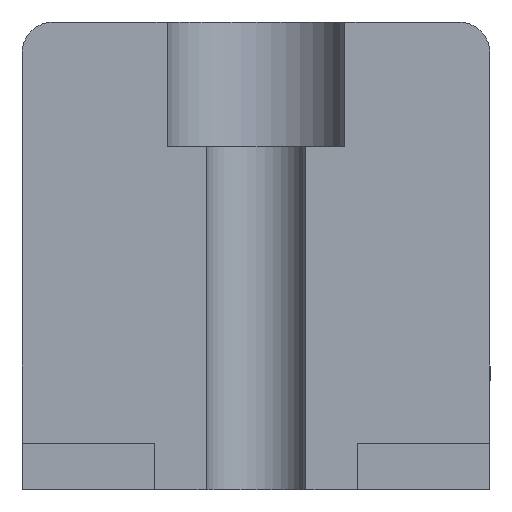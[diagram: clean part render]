
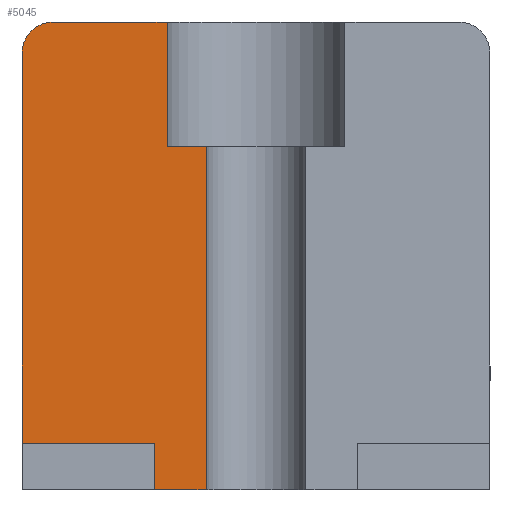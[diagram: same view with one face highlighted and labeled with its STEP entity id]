
A CAD part, left-side view. The second image highlights one B-rep face of the part: STEP entity #5045.
In plain terms, the highlighted planar face has unit normal (-1, 0, 0).
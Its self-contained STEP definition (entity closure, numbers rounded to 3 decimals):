
#4985=AXIS2_PLACEMENT_3D('Plane Axis2P3D',#4982,#4983,#4984) ;
#5017=AXIS2_PLACEMENT_3D('Circle Axis2P3D',#5015,#5016,$) ;
#1831=CARTESIAN_POINT('Vertex',(1.5,9.1,0.)) ;
#1834=CARTESIAN_POINT('Line Origine',(1.5,9.925,0.)) ;
#1838=CARTESIAN_POINT('Vertex',(1.5,10.75,0.)) ;
#4967=CARTESIAN_POINT('Vertex',(1.5,10.75,1.5)) ;
#4970=CARTESIAN_POINT('Line Origine',(1.5,10.75,0.75)) ;
#4982=CARTESIAN_POINT('Axis2P3D Location',(1.5,7.5,0.)) ;
#4987=CARTESIAN_POINT('Line Origine',(1.5,9.1,5.5)) ;
#4991=CARTESIAN_POINT('Vertex',(1.5,9.1,11.)) ;
#4994=CARTESIAN_POINT('Line Origine',(1.5,9.725,11.)) ;
#4998=CARTESIAN_POINT('Vertex',(1.5,10.35,11.)) ;
#5001=CARTESIAN_POINT('Line Origine',(1.5,10.35,13.)) ;
#5005=CARTESIAN_POINT('Vertex',(1.5,10.35,15.)) ;
#5008=CARTESIAN_POINT('Line Origine',(1.5,12.175,15.)) ;
#5012=CARTESIAN_POINT('Vertex',(1.5,14.,15.)) ;
#5015=CARTESIAN_POINT('Axis2P3D Location',(1.5,14.,14.)) ;
#5019=CARTESIAN_POINT('Vertex',(1.5,15.,14.)) ;
#5022=CARTESIAN_POINT('Line Origine',(1.5,15.,7.75)) ;
#5026=CARTESIAN_POINT('Vertex',(1.5,15.,1.5)) ;
#5029=CARTESIAN_POINT('Line Origine',(1.5,12.875,1.5)) ;
#1835=DIRECTION('Vector Direction',(0.,1.,0.)) ;
#4971=DIRECTION('Vector Direction',(0.,0.,1.)) ;
#4983=DIRECTION('Axis2P3D Direction',(-1.,0.,0.)) ;
#4984=DIRECTION('Axis2P3D XDirection',(0.,-1.,0.)) ;
#4988=DIRECTION('Vector Direction',(0.,0.,-1.)) ;
#4995=DIRECTION('Vector Direction',(0.,1.,0.)) ;
#5002=DIRECTION('Vector Direction',(0.,0.,-1.)) ;
#5009=DIRECTION('Vector Direction',(0.,-1.,0.)) ;
#5016=DIRECTION('Axis2P3D Direction',(-1.,0.,0.)) ;
#5023=DIRECTION('Vector Direction',(0.,0.,1.)) ;
#5030=DIRECTION('Vector Direction',(0.,-1.,0.)) ;
#1836=VECTOR('Line Direction',#1835,1.) ;
#4972=VECTOR('Line Direction',#4971,1.) ;
#4989=VECTOR('Line Direction',#4988,1.) ;
#4996=VECTOR('Line Direction',#4995,1.) ;
#5003=VECTOR('Line Direction',#5002,1.) ;
#5010=VECTOR('Line Direction',#5009,1.) ;
#5024=VECTOR('Line Direction',#5023,1.) ;
#5031=VECTOR('Line Direction',#5030,1.) ;
#5035=ORIENTED_EDGE('',*,*,#1840,.T.) ;
#5036=ORIENTED_EDGE('',*,*,#4993,.F.) ;
#5037=ORIENTED_EDGE('',*,*,#5000,.T.) ;
#5038=ORIENTED_EDGE('',*,*,#5007,.F.) ;
#5039=ORIENTED_EDGE('',*,*,#5014,.T.) ;
#5040=ORIENTED_EDGE('',*,*,#5021,.T.) ;
#5041=ORIENTED_EDGE('',*,*,#5028,.T.) ;
#5042=ORIENTED_EDGE('',*,*,#5033,.T.) ;
#5043=ORIENTED_EDGE('',*,*,#4974,.F.) ;
#5045=ADVANCED_FACE('Koerper.2',(#5044),#4986,.T.) ;
#5018=CIRCLE('generated circle',#5017,1.) ;
#1840=EDGE_CURVE('',#1839,#1832,#1837,.F.) ;
#4974=EDGE_CURVE('',#1839,#4968,#4973,.T.) ;
#4993=EDGE_CURVE('',#4992,#1832,#4990,.T.) ;
#5000=EDGE_CURVE('',#4992,#4999,#4997,.T.) ;
#5007=EDGE_CURVE('',#5006,#4999,#5004,.T.) ;
#5014=EDGE_CURVE('',#5006,#5013,#5011,.F.) ;
#5021=EDGE_CURVE('',#5013,#5020,#5018,.T.) ;
#5028=EDGE_CURVE('',#5020,#5027,#5025,.F.) ;
#5033=EDGE_CURVE('',#5027,#4968,#5032,.T.) ;
#5034=EDGE_LOOP('',(#5035,#5036,#5037,#5038,#5039,#5040,#5041,#5042,#5043)) ;
#5044=FACE_OUTER_BOUND('',#5034,.T.) ;
#1837=LINE('Line',#1834,#1836) ;
#4973=LINE('Line',#4970,#4972) ;
#4990=LINE('Line',#4987,#4989) ;
#4997=LINE('Line',#4994,#4996) ;
#5004=LINE('Line',#5001,#5003) ;
#5011=LINE('Line',#5008,#5010) ;
#5025=LINE('Line',#5022,#5024) ;
#5032=LINE('Line',#5029,#5031) ;
#4986=PLANE('',#4985) ;
#1832=VERTEX_POINT('',#1831) ;
#1839=VERTEX_POINT('',#1838) ;
#4968=VERTEX_POINT('',#4967) ;
#4992=VERTEX_POINT('',#4991) ;
#4999=VERTEX_POINT('',#4998) ;
#5006=VERTEX_POINT('',#5005) ;
#5013=VERTEX_POINT('',#5012) ;
#5020=VERTEX_POINT('',#5019) ;
#5027=VERTEX_POINT('',#5026) ;
